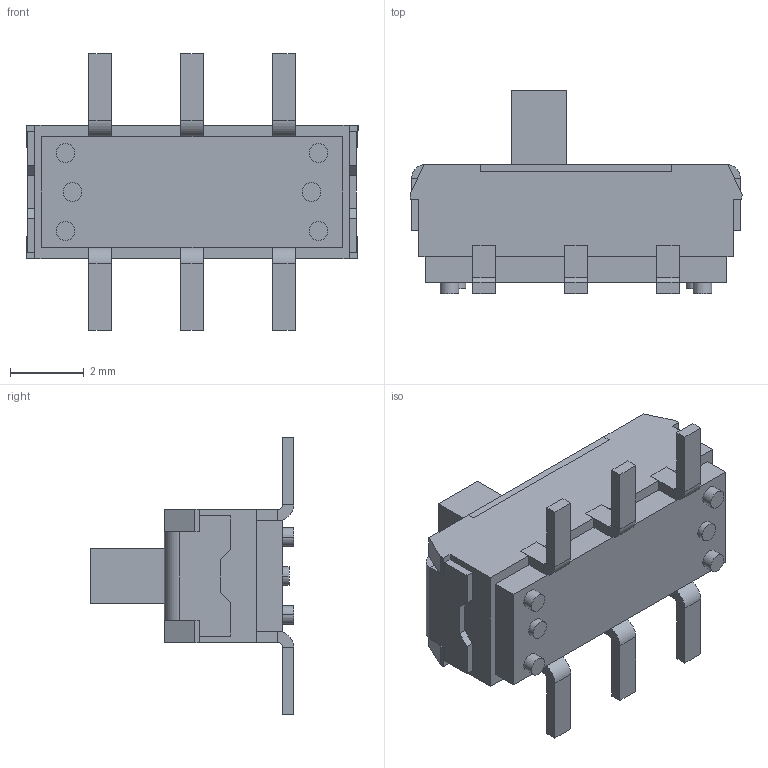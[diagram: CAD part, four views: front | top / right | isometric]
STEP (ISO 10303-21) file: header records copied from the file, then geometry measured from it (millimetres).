
FILE_DESCRIPTION (( 'STEP AP214' ), '1' );
FILE_NAME ('JS202011SCQN.STEP', '2022-06-10T18:33:47', ( '' ), ( '' ), 'SwSTEP 2.0', 'SolidWorks 2017', '' );
FILE_SCHEMA (( 'AUTOMOTIVE_DESIGN' ));
Length unit declared in the file: millimetre
Products named in the file (1): JS202011SCQN
Bounding box: 8.99 x 5.51 x 7.49 mm (x, y, z)
Volume: 102.9 mm3; surface area: 286.4 mm2
Topology: 9 solids, 9 shells, 246 faces, 596 edges, 376 vertices
Faces by surface type: plane 216, cylinder 30
Entity records: 7118 total; most frequent: CARTESIAN_POINT 1219, ORIENTED_EDGE 1192, DIRECTION 1150, EDGE_CURVE 596, LINE 536, VECTOR 536, VERTEX_POINT 376, AXIS2_PLACEMENT_3D 307
